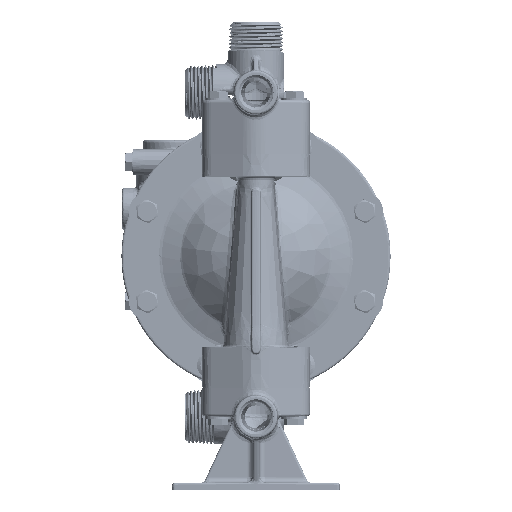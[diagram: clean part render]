
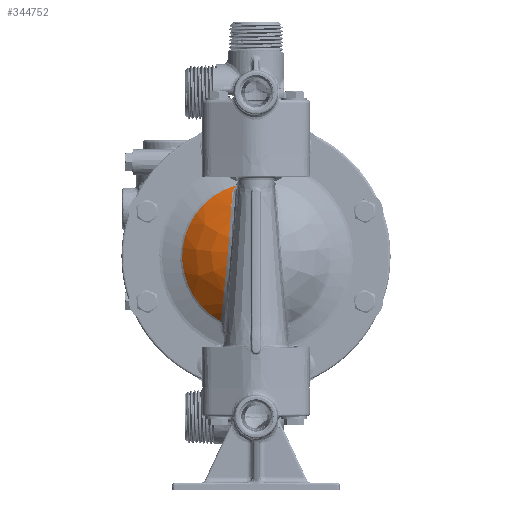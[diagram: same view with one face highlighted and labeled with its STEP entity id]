
A CAD part, left-side view. The second image highlights one B-rep face of the part: STEP entity #344752.
In plain terms, the highlighted free-form (B-spline) face has degree [3, 3] with [4, 4] control points.
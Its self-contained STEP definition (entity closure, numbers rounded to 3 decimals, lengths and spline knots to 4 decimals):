
#732 = DIRECTION ( 'NONE',  ( -1., 0., 0. ) ) ;
#1360 = CARTESIAN_POINT ( 'NONE',  ( -3.7955, 0.1678, 0.6526 ) ) ;
#9307 = EDGE_CURVE ( 'NONE', #128561, #183039, #125269, .T. ) ;
#9329 = FACE_OUTER_BOUND ( 'NONE', #26119, .T. ) ;
#14542 = CARTESIAN_POINT ( 'NONE',  ( -3.1272, 0.8424, -1.5416 ) ) ;
#20447 = CARTESIAN_POINT ( 'NONE',  ( -3.1297, 0.4804, 1.6876 ) ) ;
#21703 = CARTESIAN_POINT ( 'NONE',  ( -3.2278, 0.5566, 1.5613 ) ) ;
#26119 = EDGE_LOOP ( 'NONE', ( #152733, #38556, #97556, #161201 ) ) ;
#29329 = CARTESIAN_POINT ( 'NONE',  ( -3.1173, 2.2967, 1.2329 ) ) ;
#30569 = CARTESIAN_POINT ( 'NONE',  ( -3.7955, 0.9611, -0.2563 ) ) ;
#38556 = ORIENTED_EDGE ( 'NONE', *, *, #9307, .F. ) ;
#49678 = CARTESIAN_POINT ( 'NONE',  ( -3.164, 0.5148, 1.643 ) ) ;
#50933 = CARTESIAN_POINT ( 'NONE',  ( -3.2735, 0.5707, 1.5037 ) ) ;
#51199 =( BOUNDED_SURFACE ( )  B_SPLINE_SURFACE ( 3, 3, ( 
 ( #143756, #29329, #232886, #58549 ),
 ( #262243, #87717, #291545, #117000 ),
 ( #320836, #146293, #350136, #175583 ),
 ( #1360, #204891, #30569, #234144 ) ),
 .UNSPECIFIED., .F., .F., .F. ) 
 B_SPLINE_SURFACE_WITH_KNOTS ( ( 4, 4 ),
 ( 4, 4 ),
 ( 0.0195, 0.9862 ),
 ( 0., 1. ),
 .UNSPECIFIED. ) 
 GEOMETRIC_REPRESENTATION_ITEM ( )  RATIONAL_B_SPLINE_SURFACE ( (
 ( 0.999, 0.572, 0.572, 0.999),
 ( 0.974, 0.558, 0.558, 0.974),
 ( 0.974, 0.558, 0.558, 0.974),
 ( 0.999, 0.572, 0.572, 0.999) ) ) 
 REPRESENTATION_ITEM ( '' )  SURFACE ( )  );
#54782 = CARTESIAN_POINT ( 'NONE',  ( -3.1239, 0.8428, -1.5449 ) ) ;
#57307 = VERTEX_POINT ( 'NONE', #14542 ) ;
#58549 = CARTESIAN_POINT ( 'NONE',  ( -3.1173, 0.8213, -1.5633 ) ) ;
#78827 = CARTESIAN_POINT ( 'NONE',  ( -3.1823, 0.5293, 1.6195 ) ) ;
#87717 = CARTESIAN_POINT ( 'NONE',  ( -3.4405, 1.9098, 1.0252 ) ) ;
#97556 = ORIENTED_EDGE ( 'NONE', *, *, #287905, .T. ) ;
#108048 = CARTESIAN_POINT ( 'NONE',  ( -3.1946, 0.5378, 1.6038 ) ) ;
#109235 = CARTESIAN_POINT ( 'NONE',  ( -4.0562, 0.6285, 0.532 ) ) ;
#117000 = CARTESIAN_POINT ( 'NONE',  ( -3.4405, 0.683, -1.3 ) ) ;
#125269 = B_SPLINE_CURVE_WITH_KNOTS ( 'NONE', 3,
 ( #310668, #20447, #223981, #49678, #253323, #78827, #282679, #108048, #311900, #137370, #341270, #166677, #370525, #195978, #21703, #225219, #50933, #254585 ),
 .UNSPECIFIED., .F., .F.,
 ( 4, 2, 2, 1, 1, 1, 1, 2, 2, 2, 4 ),
 ( 0., 0.25, 0.375, 0.4375, 0.4687, 0.4844, 0.4922, 0.4961, 0.5, 0.75, 1. ),
 .UNSPECIFIED. ) ;
#128561 = VERTEX_POINT ( 'NONE', #171440 ) ;
#129175 = EDGE_CURVE ( 'NONE', #183039, #57307, #260858, .T. ) ;
#137370 = CARTESIAN_POINT ( 'NONE',  ( -3.1996, 0.541, 1.5973 ) ) ;
#143709 = CARTESIAN_POINT ( 'NONE',  ( -3.1272, 0.8424, -1.5416 ) ) ;
#143756 = CARTESIAN_POINT ( 'NONE',  ( -3.1173, 0.4397, 1.7103 ) ) ;
#146293 = CARTESIAN_POINT ( 'NONE',  ( -3.6722, 1.4246, 0.7647 ) ) ;
#148049 = CIRCLE ( 'NONE', #248349, 1.7659 ) ;
#152733 = ORIENTED_EDGE ( 'NONE', *, *, #129175, .F. ) ;
#161201 = ORIENTED_EDGE ( 'NONE', *, *, #193147, .F. ) ;
#166677 = CARTESIAN_POINT ( 'NONE',  ( -3.2008, 0.5417, 1.5958 ) ) ;
#167868 = CARTESIAN_POINT ( 'NONE',  ( -3.9906, 0.7372, -0.6833 ) ) ;
#171440 = CARTESIAN_POINT ( 'NONE',  ( -3.1173, 0.464, 1.7039 ) ) ;
#174972 = CARTESIAN_POINT ( 'NONE',  ( -3.1173, 0., 0. ) ) ;
#175583 = CARTESIAN_POINT ( 'NONE',  ( -3.6722, 0.5094, -0.9697 ) ) ;
#183039 = VERTEX_POINT ( 'NONE', #287325 ) ;
#193147 = EDGE_CURVE ( 'NONE', #57307, #306993, #249476, .T. ) ;
#195978 = CARTESIAN_POINT ( 'NONE',  ( -3.214, 0.5498, 1.5789 ) ) ;
#202319 = CARTESIAN_POINT ( 'NONE',  ( -3.1173, 0.8435, -1.5514 ) ) ;
#204269 = DIRECTION ( 'NONE',  ( 0., 0.231, 0.973 ) ) ;
#204891 = CARTESIAN_POINT ( 'NONE',  ( -3.7955, 0.8764, 0.4705 ) ) ;
#223981 = CARTESIAN_POINT ( 'NONE',  ( -3.143, 0.4952, 1.6703 ) ) ;
#225219 = CARTESIAN_POINT ( 'NONE',  ( -3.2575, 0.5671, 1.5238 ) ) ;
#232886 = CARTESIAN_POINT ( 'NONE',  ( -3.1173, 2.5187, -0.6715 ) ) ;
#234144 = CARTESIAN_POINT ( 'NONE',  ( -3.7955, 0.3134, -0.5965 ) ) ;
#248349 = AXIS2_PLACEMENT_3D ( 'NONE', #174972, #732, #204269 ) ;
#249476 = B_SPLINE_CURVE_WITH_KNOTS ( 'NONE', 3,
 ( #143709, #54782, #376899, #202319 ),
 .UNSPECIFIED., .F., .F.,
 ( 4, 4 ),
 ( 0., 1. ),
 .UNSPECIFIED. ) ;
#253323 = CARTESIAN_POINT ( 'NONE',  ( -3.1713, 0.5209, 1.6337 ) ) ;
#254585 = CARTESIAN_POINT ( 'NONE',  ( -3.2905, 0.572, 1.4827 ) ) ;
#260858 =( BOUNDED_CURVE ( )  B_SPLINE_CURVE ( 3, ( #313088, #109235, #167868, #371707 ),
 .UNSPECIFIED., .F., .T. ) 
 B_SPLINE_CURVE_WITH_KNOTS ( ( 4, 4 ),
 ( 0., 1. ),
 .UNSPECIFIED. ) 
 CURVE ( )  GEOMETRIC_REPRESENTATION_ITEM ( )  RATIONAL_B_SPLINE_CURVE ( ( 1., 0.829, 0.829, 1. ) ) 
 REPRESENTATION_ITEM ( '' )  );
#262243 = CARTESIAN_POINT ( 'NONE',  ( -3.4405, 0.3656, 1.4222 ) ) ;
#273198 = CARTESIAN_POINT ( 'NONE',  ( -3.1173, 0.8435, -1.5514 ) ) ;
#282679 = CARTESIAN_POINT ( 'NONE',  ( -3.1879, 0.5334, 1.6123 ) ) ;
#287325 = CARTESIAN_POINT ( 'NONE',  ( -3.2905, 0.572, 1.4827 ) ) ;
#287905 = EDGE_CURVE ( 'NONE', #128561, #306993, #148049, .T. ) ;
#291545 = CARTESIAN_POINT ( 'NONE',  ( -3.4405, 2.0944, -0.5584 ) ) ;
#306993 = VERTEX_POINT ( 'NONE', #273198 ) ;
#310668 = CARTESIAN_POINT ( 'NONE',  ( -3.1173, 0.464, 1.7039 ) ) ;
#311900 = CARTESIAN_POINT ( 'NONE',  ( -3.1979, 0.54, 1.5995 ) ) ;
#313088 = CARTESIAN_POINT ( 'NONE',  ( -3.2905, 0.572, 1.4827 ) ) ;
#320836 = CARTESIAN_POINT ( 'NONE',  ( -3.6722, 0.2727, 1.0609 ) ) ;
#341270 = CARTESIAN_POINT ( 'NONE',  ( -3.2003, 0.5414, 1.5964 ) ) ;
#344752 = ADVANCED_FACE ( 'NONE', ( #9329 ), #51199, .F. ) ;
#350136 = CARTESIAN_POINT ( 'NONE',  ( -3.6722, 1.5623, -0.4165 ) ) ;
#370525 = CARTESIAN_POINT ( 'NONE',  ( -3.2011, 0.5419, 1.5954 ) ) ;
#371707 = CARTESIAN_POINT ( 'NONE',  ( -3.1272, 0.8424, -1.5416 ) ) ;
#376899 = CARTESIAN_POINT ( 'NONE',  ( -3.1206, 0.8432, -1.5481 ) ) ;
